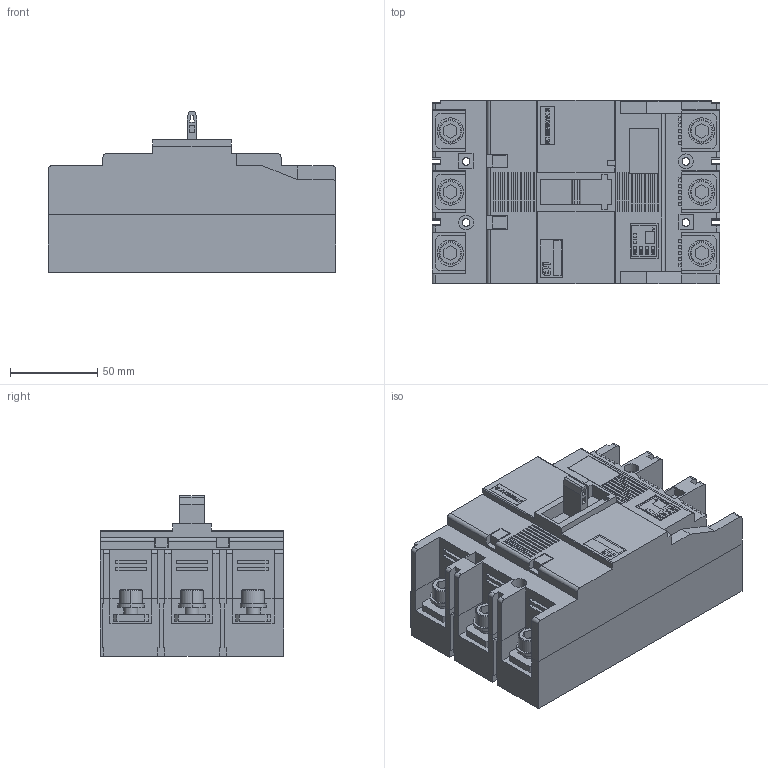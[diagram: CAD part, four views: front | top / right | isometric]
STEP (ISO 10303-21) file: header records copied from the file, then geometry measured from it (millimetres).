
FILE_DESCRIPTION((''),'2;1');
FILE_NAME('NEW_ASM_1_ASM_1_ASM','2021-11-03T',('marketing.praksa'),('Audax d.o.o.'),'CREO PARAMETRIC BY PTC INC, 2017480','CREO PARAMETRIC BY PTC INC, 2017480','');
FILE_SCHEMA(('AUTOMOTIVE_DESIGN { 1 0 10303 214 1 1 1 1 }'));
Length unit declared in the file: millimetre
Products named in the file (16): PS_SS_DA_NA_1_2_3_4_5_1_1_1; ETIBREAK_2_1_2_3_4_5_1_1_1; TAMPON_ETI-EB2_1_2_3_4_5_1_1_1; PRT9584_1_1_1; SZKIELKO_1_2_3_4_5_1_1_1; PRT9585_1_2_1; PRT9585_1_3_1; PRT9585_1_ASM_1_ASM; Y_1_1_1; Y_1_2_1; Y_1_4_1; Y_1_ASM_1_ASM; PRT9587_1_1_1; PRT9586_1_1_1; ER_1_1_1; NEW_ASM_1_ASM_1_ASM
Assembly tree (19 placements, depth 3):
  NEW_ASM_1_ASM_1_ASM
    PS_SS_DA_NA_1_2_3_4_5_1_1_1
    ETIBREAK_2_1_2_3_4_5_1_1_1
    TAMPON_ETI-EB2_1_2_3_4_5_1_1_1
    PRT9584_1_1_1
    SZKIELKO_1_2_3_4_5_1_1_1
    PRT9585_1_ASM_1_ASM  x2
      PRT9585_1_2_1
      PRT9585_1_3_1
    Y_1_ASM_1_ASM  x2
      Y_1_1_1
      Y_1_2_1
      Y_1_4_1
    PRT9587_1_1_1
    PRT9586_1_1_1
    ER_1_1_1
    PRT9585_1_2_1  x2
Bounding box: 164.98 x 105.01 x 92 mm (x, y, z)
Volume: 1023489.2 mm3; surface area: 137683.9 mm2
Topology: 20 solids, 20 shells, 1087 faces, 3016 edges, 2056 vertices
Faces by surface type: plane 816, cylinder 165, extrusion 82, torus 24
Entity records: 42704 total; most frequent: CARTESIAN_POINT 7967, ORIENTED_EDGE 5548, DIRECTION 4733, EDGE_CURVE 2774, VECTOR 2241, PRESENTATION_STYLE_ASSIGNMENT 2186, STYLED_ITEM 2186, LINE 2159
